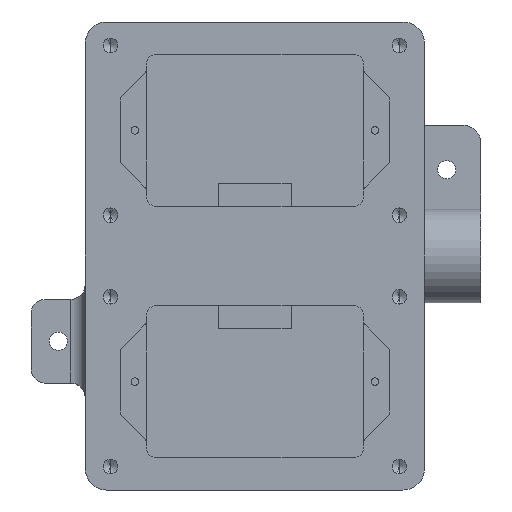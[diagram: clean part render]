
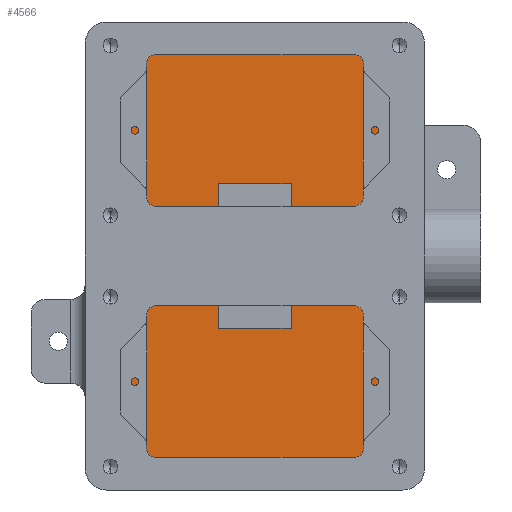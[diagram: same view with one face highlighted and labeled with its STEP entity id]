
A CAD part, front view. The second image highlights one B-rep face of the part: STEP entity #4566.
In plain terms, the highlighted planar face has unit normal (0, -1, 0).
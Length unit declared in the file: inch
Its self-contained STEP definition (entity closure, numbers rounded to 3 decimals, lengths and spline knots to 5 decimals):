
#124 = ORIENTED_EDGE ( 'NONE', *, *, #5956, .F. ) ;
#158 = CARTESIAN_POINT ( 'NONE',  ( 1.85, 1.75, 4.73 ) ) ;
#217 = VECTOR ( 'NONE', #3085, 39.37008 ) ;
#291 = LINE ( 'NONE', #2307, #3265 ) ;
#310 = ORIENTED_EDGE ( 'NONE', *, *, #10600, .F. ) ;
#621 = FACE_BOUND ( 'NONE', #7617, .T. ) ;
#722 = CARTESIAN_POINT ( 'NONE',  ( -2.1, 1.75, 1.14 ) ) ;
#889 = EDGE_CURVE ( 'NONE', #5329, #3628, #5060, .T. ) ;
#1392 = DIRECTION ( 'NONE',  ( 0., 0., 1. ) ) ;
#1509 = ORIENTED_EDGE ( 'NONE', *, *, #13223, .F. ) ;
#1525 = VERTEX_POINT ( 'NONE', #722 ) ;
#1661 = VECTOR ( 'NONE', #10774, 39.37008 ) ;
#2056 = ORIENTED_EDGE ( 'NONE', *, *, #8373, .F. ) ;
#2262 = ORIENTED_EDGE ( 'NONE', *, *, #889, .F. ) ;
#2307 = CARTESIAN_POINT ( 'NONE',  ( 0.5, 1.75, 2.74035 ) ) ;
#2336 = DIRECTION ( 'NONE',  ( 0., 0., 1. ) ) ;
#2501 = CARTESIAN_POINT ( 'NONE',  ( -2.05, 1.75, 1.14 ) ) ;
#2544 = EDGE_CURVE ( 'NONE', #9065, #7783, #4382, .T. ) ;
#2570 = LINE ( 'NONE', #13911, #13339 ) ;
#2895 = LINE ( 'NONE', #11914, #8070 ) ;
#3084 = ORIENTED_EDGE ( 'NONE', *, *, #2544, .F. ) ;
#3085 = DIRECTION ( 'NONE',  ( 1., 0., 0. ) ) ;
#3113 = ORIENTED_EDGE ( 'NONE', *, *, #11913, .F. ) ;
#3120 = EDGE_CURVE ( 'NONE', #7525, #12641, #6606, .T. ) ;
#3166 = LINE ( 'NONE', #4157, #217 ) ;
#3179 = DIRECTION ( 'NONE',  ( 0., -1., 0. ) ) ;
#3265 = VECTOR ( 'NONE', #2336, 39.37008 ) ;
#3361 = CARTESIAN_POINT ( 'NONE',  ( -0.5, 1.75, 0.74035 ) ) ;
#3628 = VERTEX_POINT ( 'NONE', #5719 ) ;
#3801 = EDGE_CURVE ( 'NONE', #8231, #12221, #8901, .T. ) ;
#3909 = LINE ( 'NONE', #7628, #1661 ) ;
#3968 = EDGE_CURVE ( 'NONE', #10760, #11900, #291, .T. ) ;
#4000 = LINE ( 'NONE', #11003, #9806 ) ;
#4157 = CARTESIAN_POINT ( 'NONE',  ( 0., 1.75, -0.02 ) ) ;
#4382 = LINE ( 'NONE', #6203, #13228 ) ;
#4433 = DIRECTION ( 'NONE',  ( 0., 0., 1. ) ) ;
#4445 = DIRECTION ( 'NONE',  ( 0., -1., 0. ) ) ;
#4449 = CARTESIAN_POINT ( 'NONE',  ( -1.85, 1.75, -1. ) ) ;
#4566 = ADVANCED_FACE ( 'NONE', ( #12193, #621 ), #8433, .T. ) ;
#4700 = DIRECTION ( 'NONE',  ( 1., 0., 0. ) ) ;
#5060 = CIRCLE ( 'NONE', #11462, 0.25 ) ;
#5329 = VERTEX_POINT ( 'NONE', #158 ) ;
#5429 = CARTESIAN_POINT ( 'NONE',  ( -2.1, 1.75, 4.73 ) ) ;
#5526 = AXIS2_PLACEMENT_3D ( 'NONE', #8294, #8071, #8019 ) ;
#5719 = CARTESIAN_POINT ( 'NONE',  ( 2.1, 1.75, 4.48 ) ) ;
#5720 = EDGE_CURVE ( 'NONE', #12221, #10755, #13196, .T. ) ;
#5755 = ORIENTED_EDGE ( 'NONE', *, *, #8098, .F. ) ;
#5956 = EDGE_CURVE ( 'NONE', #1525, #10560, #2570, .T. ) ;
#6014 = EDGE_LOOP ( 'NONE', ( #12876, #3084, #5755, #1509, #12724, #12981, #2056, #13433, #2262, #12881, #124 ) ) ;
#6095 = DIRECTION ( 'NONE',  ( -1., 0., 0. ) ) ;
#6203 = CARTESIAN_POINT ( 'NONE',  ( -2.05, 1.75, 0. ) ) ;
#6219 = DIRECTION ( 'NONE',  ( 0., 0., 1. ) ) ;
#6441 = VECTOR ( 'NONE', #6095, 39.37008 ) ;
#6606 = LINE ( 'NONE', #10664, #6954 ) ;
#6609 = DIRECTION ( 'NONE',  ( -1., 0., 0. ) ) ;
#6649 = CARTESIAN_POINT ( 'NONE',  ( -0.5, 1.75, 2.74035 ) ) ;
#6652 = VECTOR ( 'NONE', #4700, 39.37008 ) ;
#6954 = VECTOR ( 'NONE', #10649, 39.37008 ) ;
#6993 = LINE ( 'NONE', #12219, #6652 ) ;
#7199 = CARTESIAN_POINT ( 'NONE',  ( 0., 1.75, -1.25 ) ) ;
#7278 = VERTEX_POINT ( 'NONE', #12536 ) ;
#7525 = VERTEX_POINT ( 'NONE', #6649 ) ;
#7617 = EDGE_LOOP ( 'NONE', ( #3113, #12335, #310, #7821 ) ) ;
#7628 = CARTESIAN_POINT ( 'NONE',  ( -0.5, 1.75, 0.74035 ) ) ;
#7658 = DIRECTION ( 'NONE',  ( 0., 0., 1. ) ) ;
#7756 = EDGE_CURVE ( 'NONE', #10560, #5329, #6993, .T. ) ;
#7783 = VERTEX_POINT ( 'NONE', #2501 ) ;
#7821 = ORIENTED_EDGE ( 'NONE', *, *, #3968, .F. ) ;
#7975 = CARTESIAN_POINT ( 'NONE',  ( -2.1, 1.75, 0. ) ) ;
#8019 = DIRECTION ( 'NONE',  ( 0., 0., -1. ) ) ;
#8071 = DIRECTION ( 'NONE',  ( 0., -1., 0. ) ) ;
#8070 = VECTOR ( 'NONE', #6609, 39.37008 ) ;
#8098 = EDGE_CURVE ( 'NONE', #7278, #9065, #3166, .T. ) ;
#8170 = CARTESIAN_POINT ( 'NONE',  ( 0.5, 1.75, 0.74035 ) ) ;
#8187 = VERTEX_POINT ( 'NONE', #13187 ) ;
#8231 = VERTEX_POINT ( 'NONE', #10047 ) ;
#8294 = CARTESIAN_POINT ( 'NONE',  ( 0., 1.75, 0. ) ) ;
#8373 = EDGE_CURVE ( 'NONE', #8187, #8231, #9285, .T. ) ;
#8433 = PLANE ( 'NONE',  #5526 ) ;
#8901 = CIRCLE ( 'NONE', #10662, 0.25 ) ;
#9028 = EDGE_CURVE ( 'NONE', #3628, #8187, #4000, .T. ) ;
#9065 = VERTEX_POINT ( 'NONE', #11049 ) ;
#9285 = LINE ( 'NONE', #7199, #6441 ) ;
#9719 = CARTESIAN_POINT ( 'NONE',  ( -1.85, 1.75, -1. ) ) ;
#9806 = VECTOR ( 'NONE', #12052, 39.37008 ) ;
#10047 = CARTESIAN_POINT ( 'NONE',  ( -1.85, 1.75, -1.25 ) ) ;
#10560 = VERTEX_POINT ( 'NONE', #5429 ) ;
#10600 = EDGE_CURVE ( 'NONE', #11900, #7525, #2895, .T. ) ;
#10649 = DIRECTION ( 'NONE',  ( 0., 0., -1. ) ) ;
#10662 = AXIS2_PLACEMENT_3D ( 'NONE', #4449, #4445, #4433 ) ;
#10664 = CARTESIAN_POINT ( 'NONE',  ( -0.5, 1.75, 2.74035 ) ) ;
#10724 = CARTESIAN_POINT ( 'NONE',  ( 0.5, 1.75, 2.74035 ) ) ;
#10755 = VERTEX_POINT ( 'NONE', #11391 ) ;
#10760 = VERTEX_POINT ( 'NONE', #8170 ) ;
#10774 = DIRECTION ( 'NONE',  ( 1., 0., 0. ) ) ;
#10794 = DIRECTION ( 'NONE',  ( 0., 0., 1. ) ) ;
#10841 = DIRECTION ( 'NONE',  ( -1., 0., 0. ) ) ;
#10886 = VECTOR ( 'NONE', #10841, 39.37008 ) ;
#11003 = CARTESIAN_POINT ( 'NONE',  ( 2.1, 1.75, 0. ) ) ;
#11049 = CARTESIAN_POINT ( 'NONE',  ( -2.05, 1.75, -0.02 ) ) ;
#11391 = CARTESIAN_POINT ( 'NONE',  ( -2.1, 1.75, -1. ) ) ;
#11462 = AXIS2_PLACEMENT_3D ( 'NONE', #13910, #13042, #12405 ) ;
#11900 = VERTEX_POINT ( 'NONE', #10724 ) ;
#11913 = EDGE_CURVE ( 'NONE', #12641, #10760, #3909, .T. ) ;
#11914 = CARTESIAN_POINT ( 'NONE',  ( -0.5, 1.75, 2.74035 ) ) ;
#12052 = DIRECTION ( 'NONE',  ( 0., 0., -1. ) ) ;
#12193 = FACE_OUTER_BOUND ( 'NONE', #6014, .T. ) ;
#12219 = CARTESIAN_POINT ( 'NONE',  ( 0., 1.75, 4.73 ) ) ;
#12221 = VERTEX_POINT ( 'NONE', #13378 ) ;
#12335 = ORIENTED_EDGE ( 'NONE', *, *, #3120, .F. ) ;
#12405 = DIRECTION ( 'NONE',  ( 0., 0., 1. ) ) ;
#12536 = CARTESIAN_POINT ( 'NONE',  ( -2.1, 1.75, -0.02 ) ) ;
#12586 = EDGE_CURVE ( 'NONE', #7783, #1525, #13938, .T. ) ;
#12641 = VERTEX_POINT ( 'NONE', #3361 ) ;
#12724 = ORIENTED_EDGE ( 'NONE', *, *, #5720, .F. ) ;
#12753 = VECTOR ( 'NONE', #1392, 39.37008 ) ;
#12876 = ORIENTED_EDGE ( 'NONE', *, *, #12586, .F. ) ;
#12881 = ORIENTED_EDGE ( 'NONE', *, *, #7756, .F. ) ;
#12981 = ORIENTED_EDGE ( 'NONE', *, *, #3801, .F. ) ;
#13042 = DIRECTION ( 'NONE',  ( 0., -1., 0. ) ) ;
#13187 = CARTESIAN_POINT ( 'NONE',  ( 2.1, 1.75, -1.25 ) ) ;
#13196 = CIRCLE ( 'NONE', #13278, 0.25 ) ;
#13223 = EDGE_CURVE ( 'NONE', #10755, #7278, #13389, .T. ) ;
#13228 = VECTOR ( 'NONE', #6219, 39.37008 ) ;
#13278 = AXIS2_PLACEMENT_3D ( 'NONE', #9719, #3179, #10794 ) ;
#13339 = VECTOR ( 'NONE', #7658, 39.37008 ) ;
#13378 = CARTESIAN_POINT ( 'NONE',  ( -1.85, 1.75, -0.75 ) ) ;
#13389 = LINE ( 'NONE', #7975, #12753 ) ;
#13433 = ORIENTED_EDGE ( 'NONE', *, *, #9028, .F. ) ;
#13910 = CARTESIAN_POINT ( 'NONE',  ( 1.85, 1.75, 4.48 ) ) ;
#13911 = CARTESIAN_POINT ( 'NONE',  ( -2.1, 1.75, 0. ) ) ;
#13938 = LINE ( 'NONE', #13946, #10886 ) ;
#13946 = CARTESIAN_POINT ( 'NONE',  ( 0., 1.75, 1.14 ) ) ;
